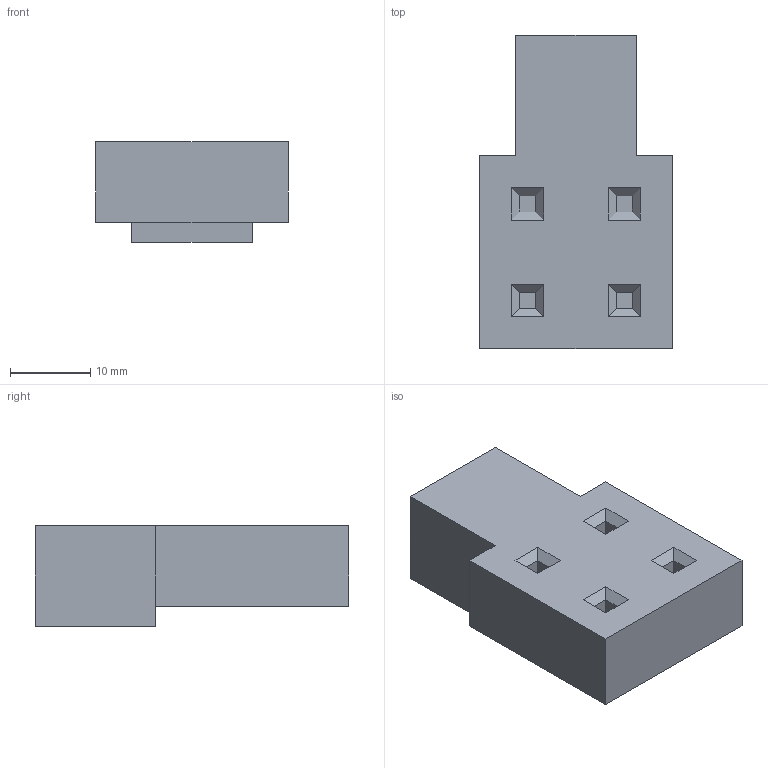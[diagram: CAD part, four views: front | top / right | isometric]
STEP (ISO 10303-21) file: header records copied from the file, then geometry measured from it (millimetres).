
FILE_DESCRIPTION (( 'STEP AP203' ), '1' );
FILE_NAME ('PhantomKonz1.STEP', '2018-03-15T07:43:05', ( '' ), ( '' ), 'SwSTEP 2.0', 'SolidWorks 2016', '' );
FILE_SCHEMA (( 'CONFIG_CONTROL_DESIGN' ));
Length unit declared in the file: millimetre
Products named in the file (1): PhantomKonz1
Bounding box: 24 x 39 x 12.5 mm (x, y, z)
Volume: 8011 mm3; surface area: 3428.1 mm2
Topology: 1 solids, 1 shells, 89 faces, 198 edges, 120 vertices
Faces by surface type: plane 87, cylinder 1, cone 1
Entity records: 2446 total; most frequent: CARTESIAN_POINT 414, ORIENTED_EDGE 396, DIRECTION 379, EDGE_CURVE 198, LINE 193, VECTOR 193, VERTEX_POINT 120, EDGE_LOOP 98
